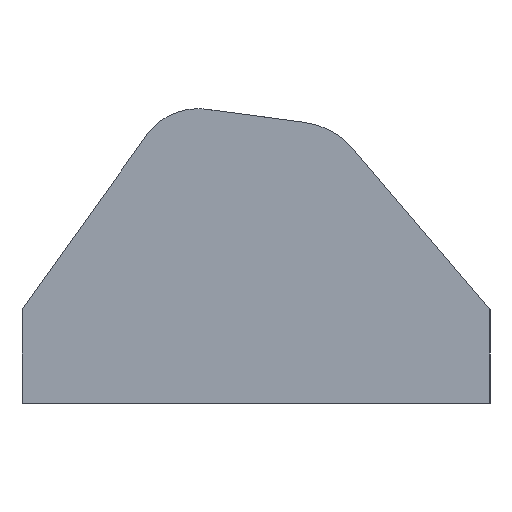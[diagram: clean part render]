
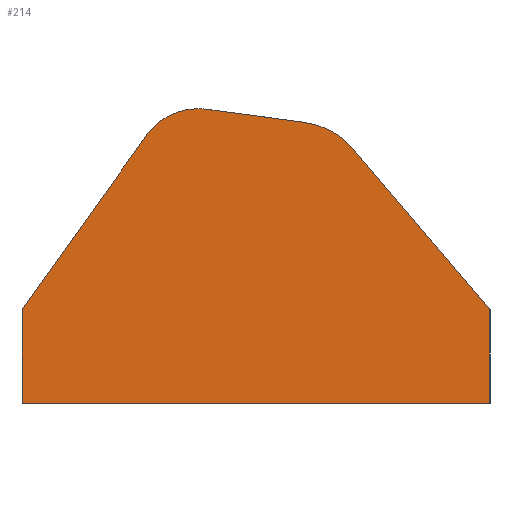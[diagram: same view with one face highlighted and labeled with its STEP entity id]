
A CAD part, left-side view. The second image highlights one B-rep face of the part: STEP entity #214.
In plain terms, the highlighted planar face has unit normal (-1, 0, 0).
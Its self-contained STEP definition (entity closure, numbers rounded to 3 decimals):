
#115=CARTESIAN_POINT('',(0.,70.,6.));
#116=VERTEX_POINT('',#115);
#124=CARTESIAN_POINT('',(0.,70.,0.));
#125=VERTEX_POINT('',#124);
#132=CARTESIAN_POINT('',(0.,70.,6.));
#133=DIRECTION('',(0.,0.,-1.));
#134=VECTOR('',#133,6.);
#135=LINE('',#132,#134);
#136=EDGE_CURVE('',#116,#125,#135,.T.);
#141=CARTESIAN_POINT('',(0.,0.,16.));
#142=DIRECTION('',(1.,0.,0.));
#143=DIRECTION('',(0.,0.,-1.));
#144=AXIS2_PLACEMENT_3D('',#141,#142,#143);
#145=PLANE('',#144);
#146=CARTESIAN_POINT('',(0.,40.,6.));
#147=VERTEX_POINT('',#146);
#148=CARTESIAN_POINT('',(0.,48.756,16.293));
#149=VERTEX_POINT('',#148);
#150=CARTESIAN_POINT('',(0.,40.,6.));
#151=DIRECTION('',(0.,0.648,0.762));
#152=VECTOR('',#151,13.514);
#153=LINE('',#150,#152);
#154=EDGE_CURVE('',#147,#149,#153,.T.);
#155=ORIENTED_EDGE('',*,*,#154,.T.);
#156=CARTESIAN_POINT('',(0.,51.903,18.01));
#157=VERTEX_POINT('',#156);
#158=CARTESIAN_POINT('',(0.,52.565,13.054));
#159=DIRECTION('',(-1.,-0.,-0.));
#160=DIRECTION('',(0.,0.,-1.));
#161=AXIS2_PLACEMENT_3D('',#158,#159,#160);
#162=CIRCLE('',#161,5.);
#163=EDGE_CURVE('',#149,#157,#162,.T.);
#164=ORIENTED_EDGE('',*,*,#163,.T.);
#165=CARTESIAN_POINT('',(0.,58.207,18.852));
#166=VERTEX_POINT('',#165);
#167=CARTESIAN_POINT('',(0.,58.207,18.852));
#168=DIRECTION('',(0.,-0.991,-0.132));
#169=VECTOR('',#168,6.36);
#170=LINE('',#167,#169);
#171=EDGE_CURVE('',#166,#157,#170,.T.);
#172=ORIENTED_EDGE('',*,*,#171,.F.);
#173=CARTESIAN_POINT('',(0.,58.737,18.887));
#174=VERTEX_POINT('',#173);
#175=CARTESIAN_POINT('',(0.,58.737,14.887));
#176=DIRECTION('',(-1.,-0.,-0.));
#177=DIRECTION('',(0.,0.,-1.));
#178=AXIS2_PLACEMENT_3D('',#175,#176,#177);
#179=CIRCLE('',#178,4.);
#180=EDGE_CURVE('',#166,#174,#179,.T.);
#181=ORIENTED_EDGE('',*,*,#180,.T.);
#182=CARTESIAN_POINT('',(0.,61.991,17.212));
#183=VERTEX_POINT('',#182);
#184=CARTESIAN_POINT('',(0.,58.737,14.887));
#185=DIRECTION('',(-1.,-0.,-0.));
#186=DIRECTION('',(0.,0.,-1.));
#187=AXIS2_PLACEMENT_3D('',#184,#185,#186);
#188=CIRCLE('',#187,4.);
#189=EDGE_CURVE('',#174,#183,#188,.T.);
#190=ORIENTED_EDGE('',*,*,#189,.T.);
#191=CARTESIAN_POINT('',(0.,61.991,17.212));
#192=DIRECTION('',(0.,0.581,-0.814));
#193=VECTOR('',#192,13.778);
#194=LINE('',#191,#193);
#195=EDGE_CURVE('',#183,#116,#194,.T.);
#196=ORIENTED_EDGE('',*,*,#195,.T.);
#197=ORIENTED_EDGE('',*,*,#136,.T.);
#198=CARTESIAN_POINT('',(0.,40.,0.));
#199=VERTEX_POINT('',#198);
#200=CARTESIAN_POINT('',(0.,70.,0.));
#201=DIRECTION('',(-0.,-1.,-0.));
#202=VECTOR('',#201,30.);
#203=LINE('',#200,#202);
#204=EDGE_CURVE('',#125,#199,#203,.T.);
#205=ORIENTED_EDGE('',*,*,#204,.T.);
#206=CARTESIAN_POINT('',(0.,40.,0.));
#207=DIRECTION('',(0.,0.,1.));
#208=VECTOR('',#207,6.);
#209=LINE('',#206,#208);
#210=EDGE_CURVE('',#199,#147,#209,.T.);
#211=ORIENTED_EDGE('',*,*,#210,.T.);
#212=EDGE_LOOP('',(#155,#164,#172,#181,#190,#196,#197,#205,#211));
#213=FACE_BOUND('',#212,.T.);
#214=ADVANCED_FACE('',(#213),#145,.F.);
